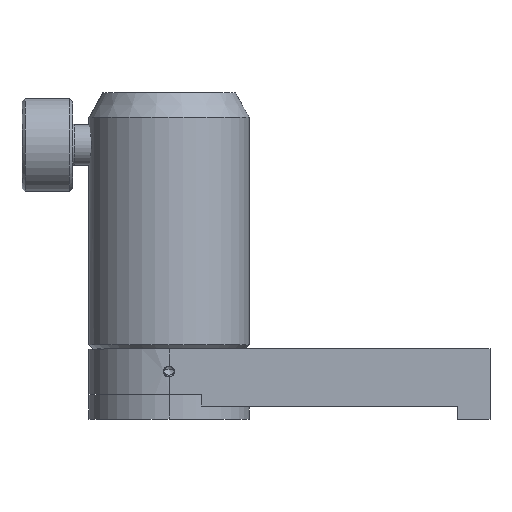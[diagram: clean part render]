
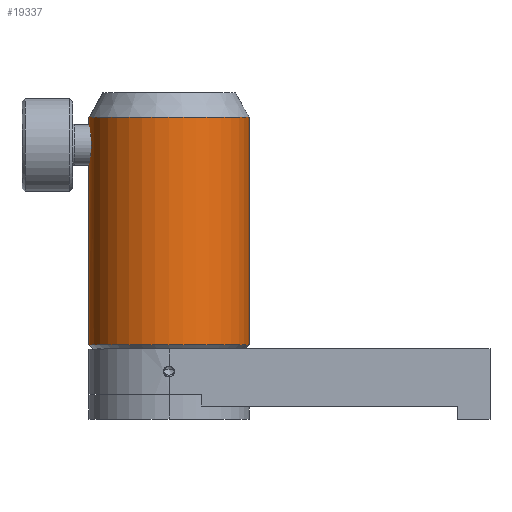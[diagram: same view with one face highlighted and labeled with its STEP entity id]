
A CAD part, top view. The second image highlights one B-rep face of the part: STEP entity #19337.
In plain terms, the highlighted cylindrical face has radius 12.497 mm (diameter 24.994 mm), a partial arc.
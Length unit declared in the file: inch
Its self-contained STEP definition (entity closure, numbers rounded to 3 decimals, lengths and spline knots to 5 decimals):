
#19161 = EDGE_CURVE ( 'NONE', #19176, #19178, #24939, .T. ) ;
#19164 = VERTEX_POINT ( 'NONE', #24919 ) ;
#19166 = EDGE_CURVE ( 'NONE', #19167, #19164, #24889, .T. ) ;
#19167 = VERTEX_POINT ( 'NONE', #24883 ) ;
#19176 = VERTEX_POINT ( 'NONE', #24875 ) ;
#19178 = VERTEX_POINT ( 'NONE', #24874 ) ;
#19267 = ORIENTED_EDGE ( 'NONE', *, *, #19268, .T. ) ;
#19268 = EDGE_CURVE ( 'NONE', #19178, #19473, #24973, .T. ) ;
#19270 = ORIENTED_EDGE ( 'NONE', *, *, #19471, .T. ) ;
#19272 = ORIENTED_EDGE ( 'NONE', *, *, #19274, .F. ) ;
#19274 = EDGE_CURVE ( 'NONE', #19167, #19430, #25091, .T. ) ;
#19337 = ADVANCED_FACE ( 'NONE', ( #25207 ), #25437, .T. ) ;
#19390 = EDGE_CURVE ( 'NONE', #19164, #19176, #25695, .T. ) ;
#19392 = ORIENTED_EDGE ( 'NONE', *, *, #19161, .T. ) ;
#19395 = EDGE_LOOP ( 'NONE', ( #19398, #19400, #19392, #19267, #19270, #19272 ) ) ;
#19398 = ORIENTED_EDGE ( 'NONE', *, *, #19166, .T. ) ;
#19400 = ORIENTED_EDGE ( 'NONE', *, *, #19390, .T. ) ;
#19430 = VERTEX_POINT ( 'NONE', #25624 ) ;
#19471 = EDGE_CURVE ( 'NONE', #19473, #19430, #26095, .T. ) ;
#19473 = VERTEX_POINT ( 'NONE', #26000 ) ;
#24874 = CARTESIAN_POINT ( 'NONE',  ( -0.492, 1.24858, 0. ) ) ;
#24875 = CARTESIAN_POINT ( 'NONE',  ( -0.492, 1.48542, 0. ) ) ;
#24883 = CARTESIAN_POINT ( 'NONE',  ( 0.492, 1.537, 0. ) ) ;
#24884 = DIRECTION ( 'NONE',  ( -1., 0., 0. ) ) ;
#24885 = DIRECTION ( 'NONE',  ( 0., -1., 0. ) ) ;
#24886 = CARTESIAN_POINT ( 'NONE',  ( 0., 1.537, 0. ) ) ;
#24888 = AXIS2_PLACEMENT_3D ( 'NONE', #24886, #24885, #24884 ) ;
#24889 = CIRCLE ( 'NONE', #24888, 0.492 ) ;
#24891 = CARTESIAN_POINT ( 'NONE',  ( -0.492, 1.24858, 0. ) ) ;
#24892 = CARTESIAN_POINT ( 'NONE',  ( -0.492, 1.24857, 0.00819 ) ) ;
#24893 = CARTESIAN_POINT ( 'NONE',  ( -0.4918, 1.24933, 0.01627 ) ) ;
#24894 = CARTESIAN_POINT ( 'NONE',  ( -0.49101, 1.25238, 0.03222 ) ) ;
#24895 = CARTESIAN_POINT ( 'NONE',  ( -0.49042, 1.25468, 0.04012 ) ) ;
#24896 = CARTESIAN_POINT ( 'NONE',  ( -0.48817, 1.26378, 0.06321 ) ) ;
#24897 = CARTESIAN_POINT ( 'NONE',  ( -0.48614, 1.27225, 0.07662 ) ) ;
#24898 = CARTESIAN_POINT ( 'NONE',  ( -0.48297, 1.28873, 0.094 ) ) ;
#24899 = CARTESIAN_POINT ( 'NONE',  ( -0.48193, 1.29467, 0.09913 ) ) ;
#24900 = CARTESIAN_POINT ( 'NONE',  ( -0.48048, 1.30426, 0.10585 ) ) ;
#24901 = CARTESIAN_POINT ( 'NONE',  ( -0.48002, 1.30756, 0.10793 ) ) ;
#24902 = CARTESIAN_POINT ( 'NONE',  ( -0.47914, 1.3144, 0.11177 ) ) ;
#24903 = CARTESIAN_POINT ( 'NONE',  ( -0.47873, 1.31789, 0.1135 ) ) ;
#24904 = CARTESIAN_POINT ( 'NONE',  ( -0.47678, 1.33635, 0.12159 ) ) ;
#24905 = CARTESIAN_POINT ( 'NONE',  ( -0.47591, 1.35144, 0.1248 ) ) ;
#24906 = CARTESIAN_POINT ( 'NONE',  ( -0.47591, 1.37474, 0.12478 ) ) ;
#24907 = CARTESIAN_POINT ( 'NONE',  ( -0.47613, 1.38241, 0.12397 ) ) ;
#24908 = CARTESIAN_POINT ( 'NONE',  ( -0.47695, 1.39754, 0.12076 ) ) ;
#24909 = CARTESIAN_POINT ( 'NONE',  ( -0.47757, 1.40507, 0.11831 ) ) ;
#24910 = CARTESIAN_POINT ( 'NONE',  ( -0.47988, 1.42697, 0.10873 ) ) ;
#24911 = CARTESIAN_POINT ( 'NONE',  ( -0.48192, 1.43978, 0.09977 ) ) ;
#24912 = CARTESIAN_POINT ( 'NONE',  ( -0.48508, 1.45623, 0.08245 ) ) ;
#24913 = CARTESIAN_POINT ( 'NONE',  ( -0.48611, 1.4611, 0.0762 ) ) ;
#24914 = CARTESIAN_POINT ( 'NONE',  ( -0.48803, 1.46961, 0.06274 ) ) ;
#24915 = CARTESIAN_POINT ( 'NONE',  ( -0.48891, 1.47324, 0.05557 ) ) ;
#24916 = CARTESIAN_POINT ( 'NONE',  ( -0.49118, 1.48239, 0.03234 ) ) ;
#24917 = CARTESIAN_POINT ( 'NONE',  ( -0.492, 1.48543, 0.0164 ) ) ;
#24918 = CARTESIAN_POINT ( 'NONE',  ( -0.492, 1.48542, 0. ) ) ;
#24919 = CARTESIAN_POINT ( 'NONE',  ( -0.492, 1.537, 0. ) ) ;
#24939 = B_SPLINE_CURVE_WITH_KNOTS ( 'NONE', 3,
 ( #24918, #24917, #24916, #24915, #24914, #24913, #24912, #24911, #24910, #24909, #24908, #24907, #24906, #24905, #24904, #24903, #24902, #24901, #24900, #24899, #24898, #24897, #24896, #24895, #24894, #24893, #24892, #24891 ),
 .UNSPECIFIED., .F., .F.,
 ( 4, 2, 2, 2, 2, 2, 2, 2, 2, 2, 2, 2, 2, 4 ),
 ( 0.49985, 0.56237, 0.59363, 0.62489, 0.68741, 0.71866, 0.74992, 0.81244, 0.82807, 0.8437, 0.87496, 0.93748, 0.96874, 1. ),
 .UNSPECIFIED. ) ;
#24972 = CARTESIAN_POINT ( 'NONE',  ( -0.492, 1.687, 0. ) ) ;
#24973 = LINE ( 'NONE', #24972, #25095 ) ;
#25088 = DIRECTION ( 'NONE',  ( 0., -1., 0. ) ) ;
#25089 = VECTOR ( 'NONE', #25088, 39.37008 ) ;
#25090 = CARTESIAN_POINT ( 'NONE',  ( 0.492, 1.687, 0. ) ) ;
#25091 = LINE ( 'NONE', #25090, #25089 ) ;
#25094 = DIRECTION ( 'NONE',  ( 0., -1., 0. ) ) ;
#25095 = VECTOR ( 'NONE', #25094, 39.37008 ) ;
#25207 = FACE_OUTER_BOUND ( 'NONE', #19395, .T. ) ;
#25437 = CYLINDRICAL_SURFACE ( 'NONE', #25461, 0.492 ) ;
#25461 = AXIS2_PLACEMENT_3D ( 'NONE', #25465, #25466, #25463 ) ;
#25463 = DIRECTION ( 'NONE',  ( 1., 0., 0. ) ) ;
#25465 = CARTESIAN_POINT ( 'NONE',  ( 0., 1.687, 0. ) ) ;
#25466 = DIRECTION ( 'NONE',  ( 0., -1., 0. ) ) ;
#25624 = CARTESIAN_POINT ( 'NONE',  ( 0.492, 0.142, 0. ) ) ;
#25690 = DIRECTION ( 'NONE',  ( 0., -1., 0. ) ) ;
#25691 = VECTOR ( 'NONE', #25690, 39.37008 ) ;
#25694 = CARTESIAN_POINT ( 'NONE',  ( -0.492, 1.687, 0. ) ) ;
#25695 = LINE ( 'NONE', #25694, #25691 ) ;
#26000 = CARTESIAN_POINT ( 'NONE',  ( -0.492, 0.142, 0. ) ) ;
#26002 = DIRECTION ( 'NONE',  ( -1., 0., 0. ) ) ;
#26091 = DIRECTION ( 'NONE',  ( 0., 1., 0. ) ) ;
#26092 = CARTESIAN_POINT ( 'NONE',  ( 0., 0.142, 0. ) ) ;
#26094 = AXIS2_PLACEMENT_3D ( 'NONE', #26092, #26091, #26002 ) ;
#26095 = CIRCLE ( 'NONE', #26094, 0.492 ) ;
